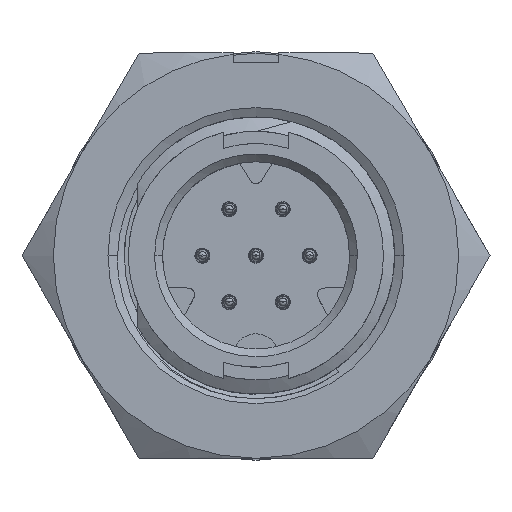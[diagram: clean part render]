
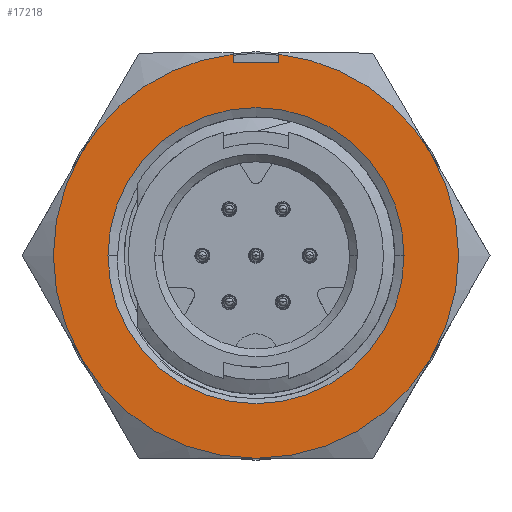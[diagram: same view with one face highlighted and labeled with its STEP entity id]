
A CAD part, top view. The second image highlights one B-rep face of the part: STEP entity #17218.
In plain terms, the highlighted planar face has unit normal (0, 0, 1).
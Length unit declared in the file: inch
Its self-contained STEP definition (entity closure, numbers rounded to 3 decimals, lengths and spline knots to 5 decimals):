
#109 = AXIS2_PLACEMENT_3D ( 'NONE', #10788, #1995, #12289 ) ;
#146 = EDGE_CURVE ( 'NONE', #8052, #938, #15922, .T. ) ;
#482 = FACE_OUTER_BOUND ( 'NONE', #5972, .T. ) ;
#662 = CARTESIAN_POINT ( 'NONE',  ( -0.2265, 0., 0.3611 ) ) ;
#740 = CIRCLE ( 'NONE', #3087, 0.31 ) ;
#791 = VERTEX_POINT ( 'NONE', #6322 ) ;
#938 = VERTEX_POINT ( 'NONE', #11830 ) ;
#976 = DIRECTION ( 'NONE',  ( 0., 0., -1. ) ) ;
#1167 = PLANE ( 'NONE',  #11635 ) ;
#1254 = ORIENTED_EDGE ( 'NONE', *, *, #16399, .F. ) ;
#1406 = CIRCLE ( 'NONE', #3718, 0.31 ) ;
#1493 = AXIS2_PLACEMENT_3D ( 'NONE', #5203, #15705, #6653 ) ;
#1662 = CARTESIAN_POINT ( 'NONE',  ( 0., 0., 0.3611 ) ) ;
#1945 = ORIENTED_EDGE ( 'NONE', *, *, #146, .F. ) ;
#1995 = DIRECTION ( 'NONE',  ( 0., 0., -1. ) ) ;
#2212 = ORIENTED_EDGE ( 'NONE', *, *, #13674, .F. ) ;
#2308 = VERTEX_POINT ( 'NONE', #15141 ) ;
#2705 = CARTESIAN_POINT ( 'NONE',  ( -0.035, 0.35188, 0.3611 ) ) ;
#2761 = AXIS2_PLACEMENT_3D ( 'NONE', #14592, #17179, #14682 ) ;
#2863 = VECTOR ( 'NONE', #15713, 39.37008 ) ;
#2950 = VERTEX_POINT ( 'NONE', #18641 ) ;
#3087 = AXIS2_PLACEMENT_3D ( 'NONE', #17617, #8554, #19150 ) ;
#3112 = DIRECTION ( 'NONE',  ( -1., 0., 0. ) ) ;
#3301 = LINE ( 'NONE', #11120, #2863 ) ;
#3718 = AXIS2_PLACEMENT_3D ( 'NONE', #9698, #976, #11231 ) ;
#4112 = CARTESIAN_POINT ( 'NONE',  ( 0.26847, -0.155, 0.3611 ) ) ;
#4139 = LINE ( 'NONE', #2705, #11535 ) ;
#4229 = AXIS2_PLACEMENT_3D ( 'NONE', #1662, #11952, #3112 ) ;
#4920 = AXIS2_PLACEMENT_3D ( 'NONE', #6979, #17542, #8485 ) ;
#5203 = CARTESIAN_POINT ( 'NONE',  ( 0., 0., 0.3611 ) ) ;
#5271 = ORIENTED_EDGE ( 'NONE', *, *, #17020, .F. ) ;
#5972 = EDGE_LOOP ( 'NONE', ( #14303, #9314, #9845, #5271, #8383, #1945, #1254, #2212, #9019 ) ) ;
#6150 = EDGE_CURVE ( 'NONE', #2308, #791, #4139, .T. ) ;
#6195 = CIRCLE ( 'NONE', #4229, 0.31 ) ;
#6269 = CARTESIAN_POINT ( 'NONE',  ( 0., 0., 0.3611 ) ) ;
#6322 = CARTESIAN_POINT ( 'NONE',  ( -0.035, 0.30802, 0.3611 ) ) ;
#6653 = DIRECTION ( 'NONE',  ( -1., 0., 0. ) ) ;
#6979 = CARTESIAN_POINT ( 'NONE',  ( 0., 0., 0.3611 ) ) ;
#6993 = VERTEX_POINT ( 'NONE', #10439 ) ;
#7175 = LINE ( 'NONE', #18968, #13277 ) ;
#7774 = DIRECTION ( 'NONE',  ( 1., 0., 0. ) ) ;
#8032 = CIRCLE ( 'NONE', #109, 0.31 ) ;
#8052 = VERTEX_POINT ( 'NONE', #4112 ) ;
#8383 = ORIENTED_EDGE ( 'NONE', *, *, #8903, .F. ) ;
#8485 = DIRECTION ( 'NONE',  ( 1., 0., 0. ) ) ;
#8554 = DIRECTION ( 'NONE',  ( 0., 0., -1. ) ) ;
#8767 = EDGE_CURVE ( 'NONE', #12345, #17627, #18265, .T. ) ;
#8903 = EDGE_CURVE ( 'NONE', #938, #17866, #13078, .T. ) ;
#8926 = CARTESIAN_POINT ( 'NONE',  ( 0.035, 0.30802, 0.3611 ) ) ;
#9019 = ORIENTED_EDGE ( 'NONE', *, *, #11040, .T. ) ;
#9247 = CARTESIAN_POINT ( 'NONE',  ( 0.2265, 0., 0.3611 ) ) ;
#9314 = ORIENTED_EDGE ( 'NONE', *, *, #6150, .T. ) ;
#9698 = CARTESIAN_POINT ( 'NONE',  ( 0., 0., 0.3611 ) ) ;
#9845 = ORIENTED_EDGE ( 'NONE', *, *, #12549, .F. ) ;
#10029 = DIRECTION ( 'NONE',  ( -1., 0., 0. ) ) ;
#10439 = CARTESIAN_POINT ( 'NONE',  ( 0.26847, 0.155, 0.3611 ) ) ;
#10485 = ORIENTED_EDGE ( 'NONE', *, *, #17932, .F. ) ;
#10788 = CARTESIAN_POINT ( 'NONE',  ( 0., 0., 0.3611 ) ) ;
#11040 = EDGE_CURVE ( 'NONE', #11417, #12375, #3301, .T. ) ;
#11120 = CARTESIAN_POINT ( 'NONE',  ( 0.035, 0.35188, 0.3611 ) ) ;
#11191 = EDGE_CURVE ( 'NONE', #12375, #2308, #7175, .T. ) ;
#11231 = DIRECTION ( 'NONE',  ( 0., 1., 0. ) ) ;
#11313 = CARTESIAN_POINT ( 'NONE',  ( -0.26847, -0.155, 0.3611 ) ) ;
#11397 = DIRECTION ( 'NONE',  ( -1., 0., 0. ) ) ;
#11417 = VERTEX_POINT ( 'NONE', #8926 ) ;
#11535 = VECTOR ( 'NONE', #12156, 39.37008 ) ;
#11635 = AXIS2_PLACEMENT_3D ( 'NONE', #14549, #19131, #10029 ) ;
#11830 = CARTESIAN_POINT ( 'NONE',  ( 0., -0.31, 0.3611 ) ) ;
#11917 = ORIENTED_EDGE ( 'NONE', *, *, #8767, .F. ) ;
#11952 = DIRECTION ( 'NONE',  ( 0., 0., -1. ) ) ;
#12156 = DIRECTION ( 'NONE',  ( 0., 1., 0. ) ) ;
#12289 = DIRECTION ( 'NONE',  ( -1., 0., 0. ) ) ;
#12345 = VERTEX_POINT ( 'NONE', #662 ) ;
#12375 = VERTEX_POINT ( 'NONE', #15475 ) ;
#12549 = EDGE_CURVE ( 'NONE', #2950, #791, #6195, .T. ) ;
#13078 = CIRCLE ( 'NONE', #1493, 0.31 ) ;
#13277 = VECTOR ( 'NONE', #11397, 39.37008 ) ;
#13674 = EDGE_CURVE ( 'NONE', #11417, #6993, #8032, .T. ) ;
#13957 = EDGE_LOOP ( 'NONE', ( #10485, #11917 ) ) ;
#14303 = ORIENTED_EDGE ( 'NONE', *, *, #11191, .T. ) ;
#14549 = CARTESIAN_POINT ( 'NONE',  ( 0., -0.62, 0.3611 ) ) ;
#14592 = CARTESIAN_POINT ( 'NONE',  ( 0., 0., 0.3611 ) ) ;
#14682 = DIRECTION ( 'NONE',  ( -1., 0., 0. ) ) ;
#15141 = CARTESIAN_POINT ( 'NONE',  ( -0.035, 0.295, 0.3611 ) ) ;
#15475 = CARTESIAN_POINT ( 'NONE',  ( 0.035, 0.295, 0.3611 ) ) ;
#15705 = DIRECTION ( 'NONE',  ( 0., 0., -1. ) ) ;
#15713 = DIRECTION ( 'NONE',  ( 0., -1., 0. ) ) ;
#15798 = FACE_BOUND ( 'NONE', #13957, .T. ) ;
#15922 = CIRCLE ( 'NONE', #2761, 0.31 ) ;
#16398 = CIRCLE ( 'NONE', #4920, 0.2265 ) ;
#16399 = EDGE_CURVE ( 'NONE', #6993, #8052, #740, .T. ) ;
#16824 = DIRECTION ( 'NONE',  ( 0., 0., 1. ) ) ;
#17020 = EDGE_CURVE ( 'NONE', #17866, #2950, #1406, .T. ) ;
#17179 = DIRECTION ( 'NONE',  ( 0., 0., -1. ) ) ;
#17218 = ADVANCED_FACE ( 'NONE', ( #15798, #482 ), #1167, .F. ) ;
#17542 = DIRECTION ( 'NONE',  ( 0., 0., 1. ) ) ;
#17617 = CARTESIAN_POINT ( 'NONE',  ( 0., 0., 0.3611 ) ) ;
#17627 = VERTEX_POINT ( 'NONE', #9247 ) ;
#17866 = VERTEX_POINT ( 'NONE', #11313 ) ;
#17932 = EDGE_CURVE ( 'NONE', #17627, #12345, #16398, .T. ) ;
#18265 = CIRCLE ( 'NONE', #19260, 0.2265 ) ;
#18641 = CARTESIAN_POINT ( 'NONE',  ( -0.26847, 0.155, 0.3611 ) ) ;
#18968 = CARTESIAN_POINT ( 'NONE',  ( -0.035, 0.295, 0.3611 ) ) ;
#19131 = DIRECTION ( 'NONE',  ( 0., 0., -1. ) ) ;
#19150 = DIRECTION ( 'NONE',  ( -1., 0., 0. ) ) ;
#19260 = AXIS2_PLACEMENT_3D ( 'NONE', #6269, #16824, #7774 ) ;
